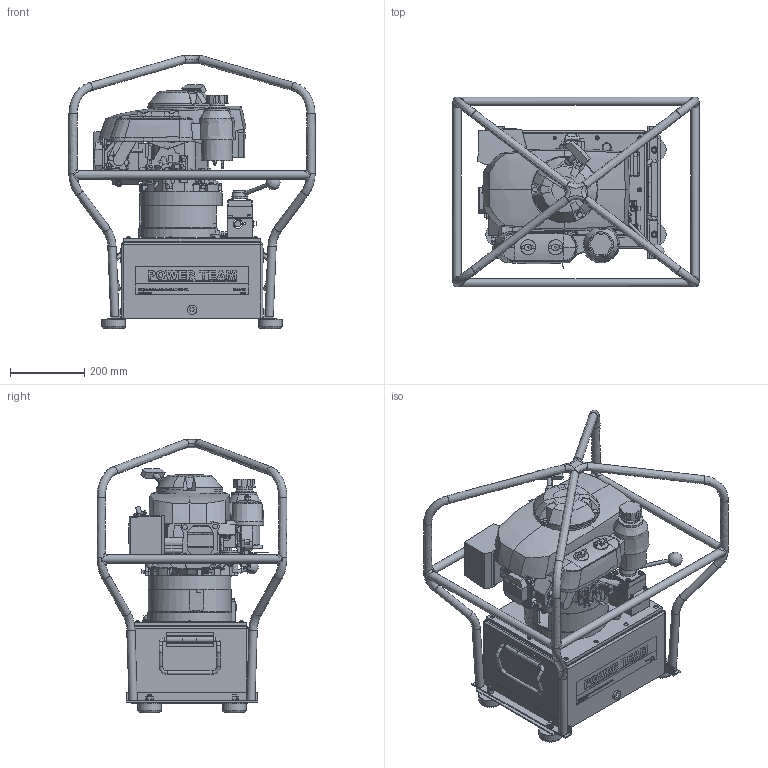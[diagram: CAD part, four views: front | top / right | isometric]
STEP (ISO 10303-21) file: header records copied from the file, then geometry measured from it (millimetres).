
FILE_DESCRIPTION (( 'STEP AP203' ), '1' );
FILE_NAME ('PG1204.STEP', '2024-10-21T06:45:04', ( '' ), ( '' ), 'SwSTEP 2.0', 'SolidWorks 2022', '' );
FILE_SCHEMA (( 'CONFIG_CONTROL_DESIGN' ));
Products named in the file (1): PG1204
Bounding box: 663.32 x 511.48 x 736.07 mm (x, y, z)
Surface area: 2142636.8 mm2 (no closed solid volume)
Topology: 0 solids, 188 shells, 988 faces, 8968 edges, 7969 vertices
Faces by surface type: plane 536, cylinder 190, bspline 143, cone 75, torus 40, sphere 4
Full cylindrical faces by diameter (mm): 9.523 x14, 9.525 x5, 11.379 x2, 11.906 x6, 11.908 x1, 13.841 x1, 17.196 x1, 22.206 x2, 22.225 x2, 24.638 x1, 25.273 x1, 28.575 x3, 44.45 x1, 63.5 x4, 222.25 x1
Entity records: 147637 total; most frequent: CARTESIAN_POINT 92162, ORIENTED_EDGE 10375, EDGE_CURVE 8809, VERTEX_POINT 7940, DIRECTION 7822, VECTOR 4380, LINE 4380, B_SPLINE_CURVE_WITH_KNOTS 3487
